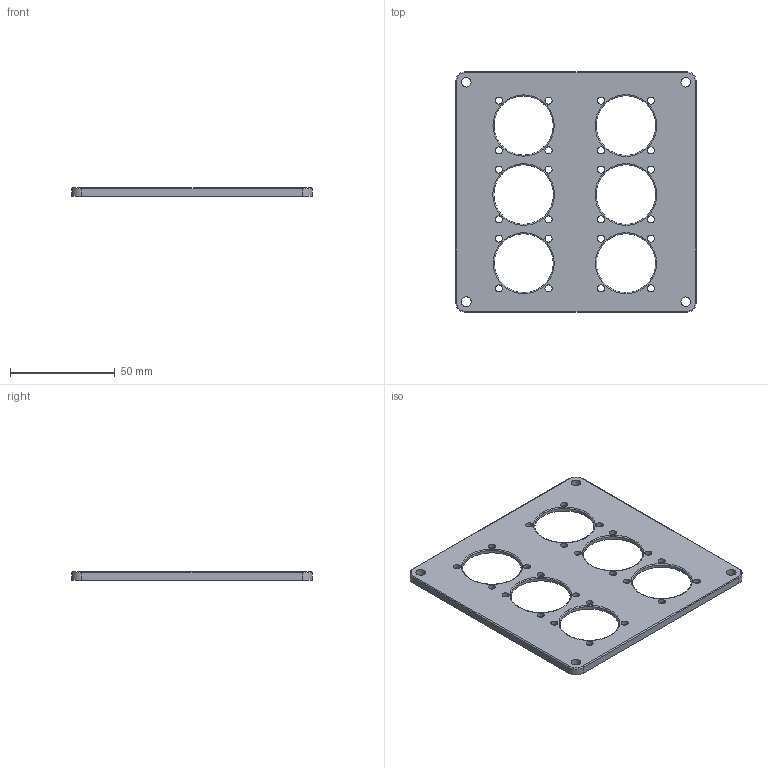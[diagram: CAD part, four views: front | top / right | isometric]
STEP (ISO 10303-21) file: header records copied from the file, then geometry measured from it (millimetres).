
FILE_DESCRIPTION (( 'STEP AP214' ), '1' );
FILE_NAME ('supportfansocto.STEP', '2023-08-01T20:06:40', ( '' ), ( '' ), 'SwSTEP 2.0', 'SolidWorks 2021', '' );
FILE_SCHEMA (( 'AUTOMOTIVE_DESIGN' ));
Length unit declared in the file: millimetre
Products named in the file (1): supportfansocto
Bounding box: 115.23 x 115.23 x 3.9 mm (x, y, z)
Volume: 21164.6 mm3; surface area: 22491.4 mm2
Topology: 1 solids, 1 shells, 123 faces, 352 edges, 232 vertices
Faces by surface type: cylinder 88, plane 19, torus 16
Entity records: 4308 total; most frequent: DIRECTION 816, CARTESIAN_POINT 708, ORIENTED_EDGE 704, EDGE_CURVE 352, AXIS2_PLACEMENT_3D 340, VERTEX_POINT 232, CIRCLE 216, EDGE_LOOP 192
